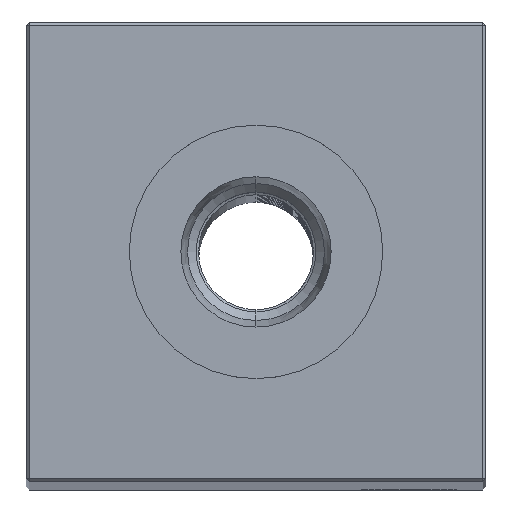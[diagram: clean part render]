
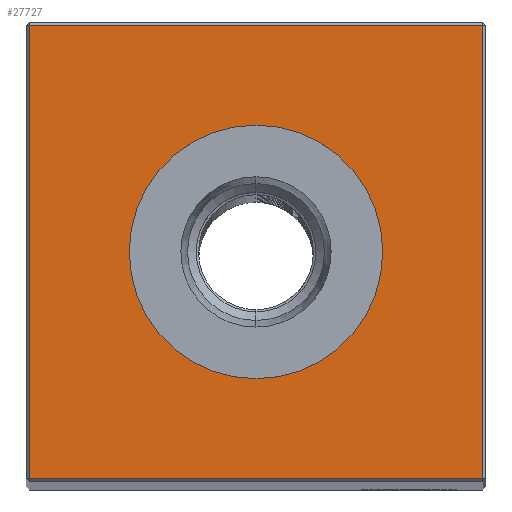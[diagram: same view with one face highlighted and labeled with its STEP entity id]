
A CAD part, top view. The second image highlights one B-rep face of the part: STEP entity #27727.
In plain terms, the highlighted planar face has unit normal (0, 0, 1).
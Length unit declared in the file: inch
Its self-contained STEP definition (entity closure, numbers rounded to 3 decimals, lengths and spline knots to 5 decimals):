
#1431 = ORIENTED_EDGE ( 'NONE', *, *, #20512, .T. ) ;
#2017 = EDGE_CURVE ( 'NONE', #8510, #9854, #27372, .T. ) ;
#3020 = CARTESIAN_POINT ( 'NONE',  ( -0.74, -0.74, 15.25 ) ) ;
#3297 = EDGE_CURVE ( 'NONE', #15742, #14053, #8525, .T. ) ;
#3432 = CARTESIAN_POINT ( 'NONE',  ( 0., 0., 15.25 ) ) ;
#4135 = CARTESIAN_POINT ( 'NONE',  ( 0., 0.41339, 15.25 ) ) ;
#5227 = DIRECTION ( 'NONE',  ( -1., 0., 0. ) ) ;
#5386 = VECTOR ( 'NONE', #5528, 39.37008 ) ;
#5397 = CARTESIAN_POINT ( 'NONE',  ( 0., -0.74, 15.25 ) ) ;
#5528 = DIRECTION ( 'NONE',  ( 1., 0., 0. ) ) ;
#6253 = CARTESIAN_POINT ( 'NONE',  ( 0.74, 0., 15.25 ) ) ;
#7829 = FACE_OUTER_BOUND ( 'NONE', #20196, .T. ) ;
#8301 = CARTESIAN_POINT ( 'NONE',  ( 0.74, -0.74, 15.25 ) ) ;
#8510 = VERTEX_POINT ( 'NONE', #3020 ) ;
#8525 = CIRCLE ( 'NONE', #21648, 0.41339 ) ;
#8844 = DIRECTION ( 'NONE',  ( -1., 0., 0. ) ) ;
#9417 = EDGE_CURVE ( 'NONE', #15230, #8510, #10616, .T. ) ;
#9636 = CARTESIAN_POINT ( 'NONE',  ( 0.74, 0.74, 15.25 ) ) ;
#9854 = VERTEX_POINT ( 'NONE', #8301 ) ;
#10616 = LINE ( 'NONE', #25926, #25387 ) ;
#11153 = ORIENTED_EDGE ( 'NONE', *, *, #3297, .T. ) ;
#11474 = DIRECTION ( 'NONE',  ( 0., 0., -1. ) ) ;
#12050 = VECTOR ( 'NONE', #27968, 39.37008 ) ;
#12771 = LINE ( 'NONE', #21700, #12050 ) ;
#13004 = DIRECTION ( 'NONE',  ( 0., -1., 0. ) ) ;
#14053 = VERTEX_POINT ( 'NONE', #4135 ) ;
#14201 = PLANE ( 'NONE',  #15549 ) ;
#14741 = CARTESIAN_POINT ( 'NONE',  ( -0.74, 0.74, 15.25 ) ) ;
#14932 = CARTESIAN_POINT ( 'NONE',  ( 0., 0., 15.25 ) ) ;
#15230 = VERTEX_POINT ( 'NONE', #14741 ) ;
#15549 = AXIS2_PLACEMENT_3D ( 'NONE', #3432, #20731, #18594 ) ;
#15742 = VERTEX_POINT ( 'NONE', #24593 ) ;
#16472 = VECTOR ( 'NONE', #25965, 39.37008 ) ;
#18594 = DIRECTION ( 'NONE',  ( -1., 0., 0. ) ) ;
#19738 = ORIENTED_EDGE ( 'NONE', *, *, #9417, .T. ) ;
#20196 = EDGE_LOOP ( 'NONE', ( #19738, #21262, #24886, #27054 ) ) ;
#20512 = EDGE_CURVE ( 'NONE', #14053, #15742, #20812, .T. ) ;
#20731 = DIRECTION ( 'NONE',  ( 0., 0., -1. ) ) ;
#20812 = CIRCLE ( 'NONE', #23088, 0.41339 ) ;
#21262 = ORIENTED_EDGE ( 'NONE', *, *, #2017, .T. ) ;
#21648 = AXIS2_PLACEMENT_3D ( 'NONE', #24378, #11474, #5227 ) ;
#21700 = CARTESIAN_POINT ( 'NONE',  ( 0., 0.74, 15.25 ) ) ;
#23088 = AXIS2_PLACEMENT_3D ( 'NONE', #14932, #26012, #8844 ) ;
#23370 = EDGE_CURVE ( 'NONE', #9854, #24448, #23559, .T. ) ;
#23559 = LINE ( 'NONE', #6253, #16472 ) ;
#24378 = CARTESIAN_POINT ( 'NONE',  ( 0., 0., 15.25 ) ) ;
#24448 = VERTEX_POINT ( 'NONE', #9636 ) ;
#24593 = CARTESIAN_POINT ( 'NONE',  ( 0., -0.41339, 15.25 ) ) ;
#24886 = ORIENTED_EDGE ( 'NONE', *, *, #23370, .T. ) ;
#24998 = FACE_BOUND ( 'NONE', #27242, .T. ) ;
#25387 = VECTOR ( 'NONE', #13004, 39.37008 ) ;
#25926 = CARTESIAN_POINT ( 'NONE',  ( -0.74, 0., 15.25 ) ) ;
#25965 = DIRECTION ( 'NONE',  ( 0., 1., 0. ) ) ;
#26012 = DIRECTION ( 'NONE',  ( 0., 0., -1. ) ) ;
#26900 = EDGE_CURVE ( 'NONE', #24448, #15230, #12771, .T. ) ;
#27054 = ORIENTED_EDGE ( 'NONE', *, *, #26900, .T. ) ;
#27242 = EDGE_LOOP ( 'NONE', ( #1431, #11153 ) ) ;
#27372 = LINE ( 'NONE', #5397, #5386 ) ;
#27727 = ADVANCED_FACE ( 'NONE', ( #7829, #24998 ), #14201, .F. ) ;
#27968 = DIRECTION ( 'NONE',  ( -1., 0., 0. ) ) ;
